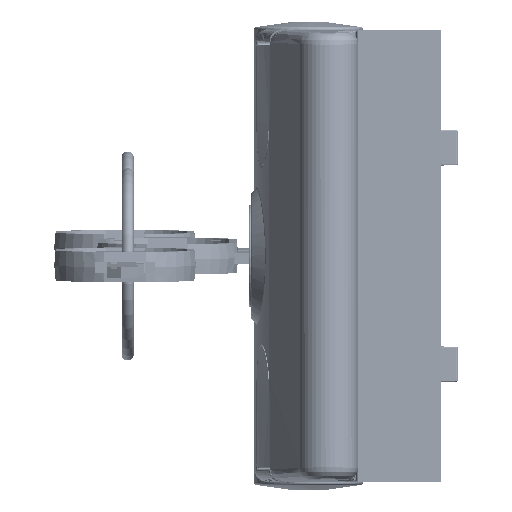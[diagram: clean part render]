
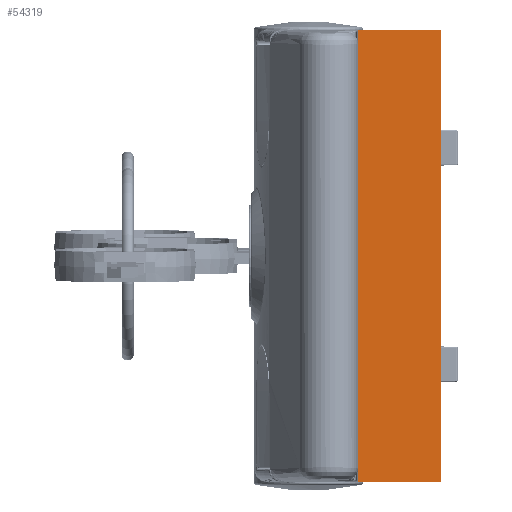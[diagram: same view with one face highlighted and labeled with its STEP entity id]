
A CAD part, left-side view. The second image highlights one B-rep face of the part: STEP entity #54319.
In plain terms, the highlighted face is planar.
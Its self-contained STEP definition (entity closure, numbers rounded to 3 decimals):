
#3573=PLANE($,#59512);
#6330=FACE_OUTER_BOUND($,#9792,.T.);
#9792=EDGE_LOOP($,(#45632,#45633,#45634,#45635,#45636,#45637,#45638,#45639));
#14246=LINE($,#113311,#17624);
#14250=LINE($,#113326,#17628);
#14251=LINE($,#113328,#17629);
#14252=LINE($,#113330,#17630);
#14253=LINE($,#113332,#17631);
#14254=LINE($,#113334,#17632);
#14255=LINE($,#113335,#17633);
#14256=LINE($,#113336,#17634);
#17624=VECTOR($,#71563,13.7);
#17628=VECTOR($,#71575,13.7);
#17629=VECTOR($,#71576,6.3);
#17630=VECTOR($,#71577,7.7);
#17631=VECTOR($,#71578,62.4);
#17632=VECTOR($,#71579,7.7);
#17633=VECTOR($,#71580,6.3);
#17634=VECTOR($,#71581,75.);
#25479=VERTEX_POINT($,#113308);
#25480=VERTEX_POINT($,#113310);
#25486=VERTEX_POINT($,#113324);
#25487=VERTEX_POINT($,#113325);
#25488=VERTEX_POINT($,#113327);
#25489=VERTEX_POINT($,#113329);
#25490=VERTEX_POINT($,#113331);
#25491=VERTEX_POINT($,#113333);
#32410=EDGE_CURVE($,#25480,#25479,#14246,.T.);
#32417=EDGE_CURVE($,#25486,#25487,#14250,.T.);
#32418=EDGE_CURVE($,#25486,#25488,#14251,.T.);
#32419=EDGE_CURVE($,#25488,#25489,#14252,.T.);
#32420=EDGE_CURVE($,#25489,#25490,#14253,.T.);
#32421=EDGE_CURVE($,#25490,#25491,#14254,.T.);
#32422=EDGE_CURVE($,#25491,#25480,#14255,.T.);
#32423=EDGE_CURVE($,#25479,#25487,#14256,.T.);
#45632=ORIENTED_EDGE($,*,*,#32417,.F.);
#45633=ORIENTED_EDGE($,*,*,#32418,.T.);
#45634=ORIENTED_EDGE($,*,*,#32419,.T.);
#45635=ORIENTED_EDGE($,*,*,#32420,.T.);
#45636=ORIENTED_EDGE($,*,*,#32421,.T.);
#45637=ORIENTED_EDGE($,*,*,#32422,.T.);
#45638=ORIENTED_EDGE($,*,*,#32410,.T.);
#45639=ORIENTED_EDGE($,*,*,#32423,.T.);
#54319=ADVANCED_FACE($,(#6330),#3573,.F.);
#59512=AXIS2_PLACEMENT_3D($,#113323,#71573,#71574);
#71563=DIRECTION($,(0.,-1.,0.));
#71573=DIRECTION('center_axis',(0.,0.,
1.));
#71574=DIRECTION('ref_axis',(1.,0.,0.));
#71575=DIRECTION($,(0.,-1.,0.));
#71576=DIRECTION($,(1.,0.,0.));
#71577=DIRECTION($,(0.,1.,0.));
#71578=DIRECTION($,(1.,0.,0.));
#71579=DIRECTION($,(0.,-1.,0.));
#71580=DIRECTION($,(1.,0.,0.));
#71581=DIRECTION($,(-1.,0.,0.));
#113308=CARTESIAN_POINT('',(37.5,0.,-18.25));
#113310=CARTESIAN_POINT('',(37.5,13.7,-18.25));
#113311=CARTESIAN_POINT($,(37.5,32.,-18.25));
#113323=CARTESIAN_POINT('Origin',(-37.5,32.,-18.25));
#113324=CARTESIAN_POINT('',(-37.5,13.7,-18.25));
#113325=CARTESIAN_POINT('',(-37.5,0.,-18.25));
#113326=CARTESIAN_POINT($,(-37.5,32.,-18.25));
#113327=CARTESIAN_POINT('',(-31.2,13.7,-18.25));
#113328=CARTESIAN_POINT($,(-31.5,13.7,-18.25));
#113329=CARTESIAN_POINT('',(-31.2,21.4,-18.25));
#113330=CARTESIAN_POINT($,(-31.2,32.,-18.25));
#113331=CARTESIAN_POINT('',(31.2,21.4,-18.25));
#113332=CARTESIAN_POINT($,(31.5,21.4,-18.25));
#113333=CARTESIAN_POINT('',(31.2,13.7,-18.25));
#113334=CARTESIAN_POINT($,(31.2,32.,-18.25));
#113335=CARTESIAN_POINT($,(37.5,13.7,-18.25));
#113336=CARTESIAN_POINT($,(-37.5,0.,-18.25));
